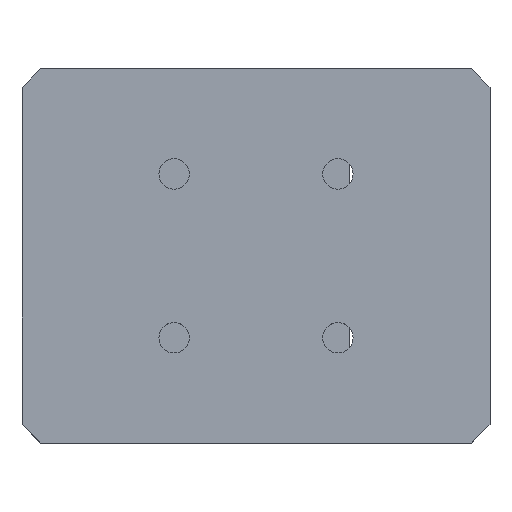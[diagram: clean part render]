
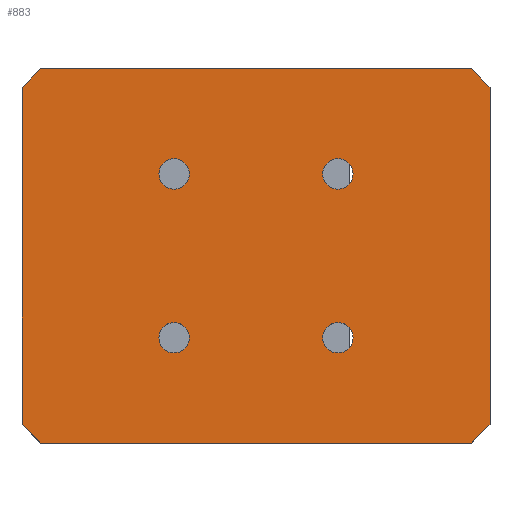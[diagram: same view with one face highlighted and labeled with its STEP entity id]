
A CAD part, top view. The second image highlights one B-rep face of the part: STEP entity #883.
In plain terms, the highlighted planar face has unit normal (0, 0, 1).
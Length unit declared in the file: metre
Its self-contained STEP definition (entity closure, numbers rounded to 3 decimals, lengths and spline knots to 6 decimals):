
#12=CIRCLE('',#937,0.00325);
#14=CIRCLE('',#940,0.00325);
#16=CIRCLE('',#943,0.00325);
#18=CIRCLE('',#946,0.00325);
#86=ORIENTED_EDGE('',*,*,#325,.T.);
#87=ORIENTED_EDGE('',*,*,#327,.T.);
#88=ORIENTED_EDGE('',*,*,#316,.F.);
#89=ORIENTED_EDGE('',*,*,#328,.T.);
#90=ORIENTED_EDGE('',*,*,#313,.F.);
#91=ORIENTED_EDGE('',*,*,#329,.T.);
#92=ORIENTED_EDGE('',*,*,#308,.T.);
#93=ORIENTED_EDGE('',*,*,#330,.T.);
#94=ORIENTED_EDGE('',*,*,#302,.F.);
#95=ORIENTED_EDGE('',*,*,#300,.F.);
#96=ORIENTED_EDGE('',*,*,#298,.F.);
#97=ORIENTED_EDGE('',*,*,#304,.F.);
#298=EDGE_CURVE('',#420,#420,#12,.T.);
#300=EDGE_CURVE('',#422,#422,#14,.T.);
#302=EDGE_CURVE('',#424,#424,#16,.T.);
#304=EDGE_CURVE('',#426,#426,#18,.T.);
#308=EDGE_CURVE('',#431,#430,#506,.T.);
#313=EDGE_CURVE('',#434,#435,#511,.T.);
#316=EDGE_CURVE('',#436,#437,#514,.T.);
#325=EDGE_CURVE('',#445,#444,#523,.T.);
#327=EDGE_CURVE('',#444,#437,#525,.T.);
#328=EDGE_CURVE('',#436,#435,#526,.F.);
#329=EDGE_CURVE('',#434,#431,#527,.T.);
#330=EDGE_CURVE('',#430,#445,#528,.F.);
#420=VERTEX_POINT('',#1283);
#422=VERTEX_POINT('',#1288);
#424=VERTEX_POINT('',#1293);
#426=VERTEX_POINT('',#1298);
#430=VERTEX_POINT('',#1306);
#431=VERTEX_POINT('',#1308);
#434=VERTEX_POINT('',#1317);
#435=VERTEX_POINT('',#1318);
#436=VERTEX_POINT('',#1323);
#437=VERTEX_POINT('',#1324);
#444=VERTEX_POINT('',#1340);
#445=VERTEX_POINT('',#1342);
#506=LINE('',#1307,#620);
#511=LINE('',#1316,#625);
#514=LINE('',#1322,#628);
#523=LINE('',#1341,#637);
#525=LINE('',#1345,#639);
#526=LINE('',#1346,#640);
#527=LINE('',#1347,#641);
#528=LINE('',#1348,#642);
#620=VECTOR('',#1053,1.);
#625=VECTOR('',#1060,1.);
#628=VECTOR('',#1065,1.);
#637=VECTOR('',#1076,1.);
#639=VECTOR('',#1080,1.);
#640=VECTOR('',#1081,1.);
#641=VECTOR('',#1082,1.);
#642=VECTOR('',#1083,1.);
#719=EDGE_LOOP('',(#86,#87,#88,#89,#90,#91,#92,#93));
#720=EDGE_LOOP('',(#94));
#721=EDGE_LOOP('',(#95));
#722=EDGE_LOOP('',(#96));
#723=EDGE_LOOP('',(#97));
#783=FACE_BOUND('',#719,.T.);
#784=FACE_BOUND('',#720,.T.);
#785=FACE_BOUND('',#721,.T.);
#786=FACE_BOUND('',#722,.T.);
#787=FACE_BOUND('',#723,.T.);
#835=PLANE('',#952);
#883=ADVANCED_FACE('',(#783,#784,#785,#786,#787),#835,.F.);
#937=AXIS2_PLACEMENT_3D('',#1282,#1027,#1028);
#940=AXIS2_PLACEMENT_3D('',#1287,#1033,#1034);
#943=AXIS2_PLACEMENT_3D('',#1292,#1039,#1040);
#946=AXIS2_PLACEMENT_3D('',#1297,#1045,#1046);
#952=AXIS2_PLACEMENT_3D('',#1344,#1078,#1079);
#1027=DIRECTION('',(0.,0.,1.));
#1028=DIRECTION('',(1.,0.,0.));
#1033=DIRECTION('',(0.,0.,1.));
#1034=DIRECTION('',(1.,0.,0.));
#1039=DIRECTION('',(0.,0.,1.));
#1040=DIRECTION('',(1.,0.,0.));
#1045=DIRECTION('',(0.,0.,1.));
#1046=DIRECTION('',(1.,0.,0.));
#1053=DIRECTION('',(-1.,0.,0.));
#1060=DIRECTION('',(0.,-1.,0.));
#1065=DIRECTION('',(-1.,0.,0.));
#1076=DIRECTION('',(0.,-1.,0.));
#1078=DIRECTION('',(0.,0.,-1.));
#1079=DIRECTION('',(1.,0.,0.));
#1080=DIRECTION('',(0.707,-0.707,0.));
#1081=DIRECTION('',(-0.707,-0.707,0.));
#1082=DIRECTION('',(-0.707,0.707,0.));
#1083=DIRECTION('',(0.707,0.707,0.));
#1282=CARTESIAN_POINT('',(-0.0175,-0.0175,0.));
#1283=CARTESIAN_POINT('',(-0.01425,-0.0175,0.));
#1287=CARTESIAN_POINT('',(0.0175,-0.0175,0.));
#1288=CARTESIAN_POINT('',(0.02075,-0.0175,0.));
#1292=CARTESIAN_POINT('',(-0.0175,0.0175,0.));
#1293=CARTESIAN_POINT('',(-0.01425,0.0175,0.));
#1297=CARTESIAN_POINT('',(0.0175,0.0175,0.));
#1298=CARTESIAN_POINT('',(0.02075,0.0175,0.));
#1306=CARTESIAN_POINT('',(-0.046,0.04,0.));
#1307=CARTESIAN_POINT('',(0.,0.04,0.));
#1308=CARTESIAN_POINT('',(0.046,0.04,0.));
#1316=CARTESIAN_POINT('',(0.05,0.,0.));
#1317=CARTESIAN_POINT('',(0.05,0.036,0.));
#1318=CARTESIAN_POINT('',(0.05,-0.036,0.));
#1322=CARTESIAN_POINT('',(0.,-0.04,0.));
#1323=CARTESIAN_POINT('',(0.046,-0.04,0.));
#1324=CARTESIAN_POINT('',(-0.046,-0.04,0.));
#1340=CARTESIAN_POINT('',(-0.05,-0.036,0.));
#1341=CARTESIAN_POINT('',(-0.05,0.,0.));
#1342=CARTESIAN_POINT('',(-0.05,0.036,0.));
#1344=CARTESIAN_POINT('',(0.,0.,0.));
#1345=CARTESIAN_POINT('',(-0.05,-0.036,0.));
#1346=CARTESIAN_POINT('',(0.046,-0.04,0.));
#1347=CARTESIAN_POINT('',(0.05,0.036,0.));
#1348=CARTESIAN_POINT('',(-0.046,0.04,0.));
